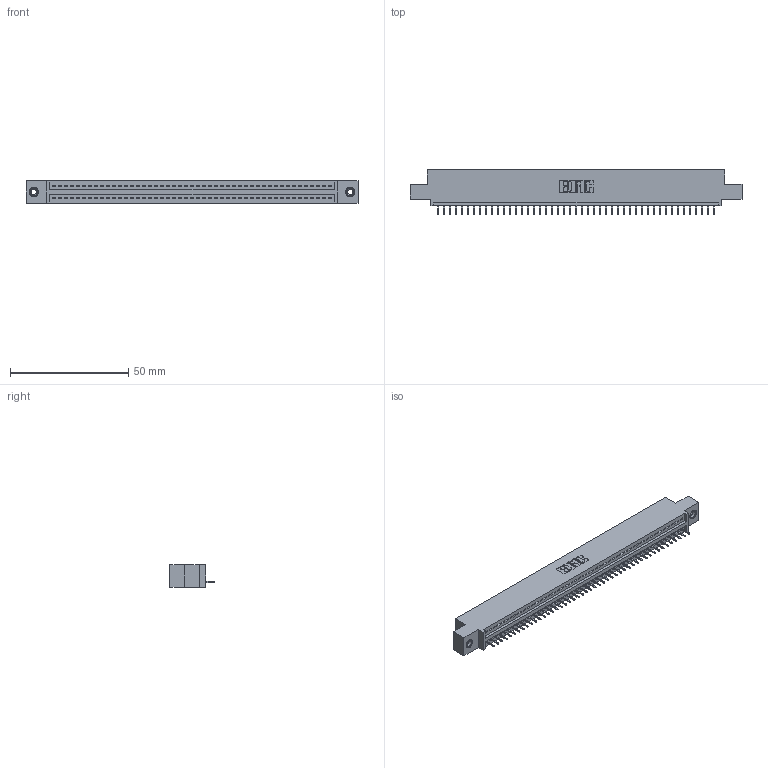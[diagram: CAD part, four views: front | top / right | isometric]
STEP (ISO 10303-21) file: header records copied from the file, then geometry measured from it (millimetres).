
FILE_DESCRIPTION (( 'STEP AP203' ), '1' );
FILE_NAME ('345-047-525-408.STEP', '2020-09-20T00:36:16', ( '' ), ( '' ), 'SwSTEP 2.0', 'SolidWorks 2020', '' );
FILE_SCHEMA (( 'CONFIG_CONTROL_DESIGN' ));
Length unit declared in the file: inch
Products named in the file (4): 345-250-001_345-250-003-102; 345 Part_0.110 Offset - 0.156 Dia-TI; 345-047-525-408; 345-292-001_345-293-125
Assembly tree (50 placements, depth 2):
  345-047-525-408
    345 Part_0.110 Offset - 0.156 Dia-TI
    345-292-001_345-293-125  x47
    345-250-001_345-250-003-102  x2
Bounding box: 140.59 x 18.72 x 9.4 mm (x, y, z)
Volume: 13122.5 mm3; surface area: 16967.6 mm2
Topology: 50 solids, 50 shells, 3104 faces, 8949 edges, 5770 vertices
Faces by surface type: plane 2278, cylinder 810, cone 12, torus 4
Entity records: 36092 total; most frequent: CARTESIAN_POINT 6232, ORIENTED_EDGE 6206, DIRECTION 5463, EDGE_CURVE 3103, VECTOR 2767, LINE 2767, VERTEX_POINT 2060, AXIS2_PLACEMENT_3D 1348
